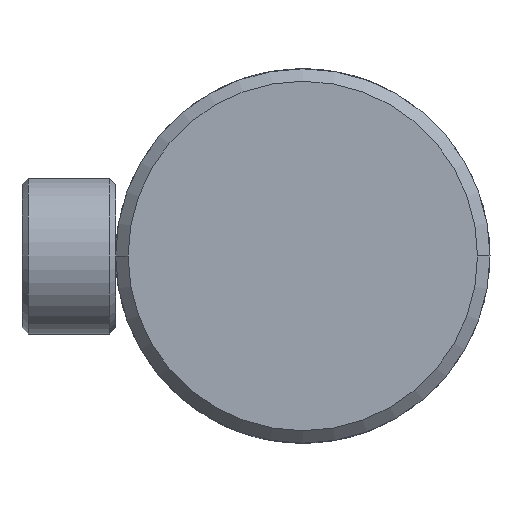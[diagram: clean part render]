
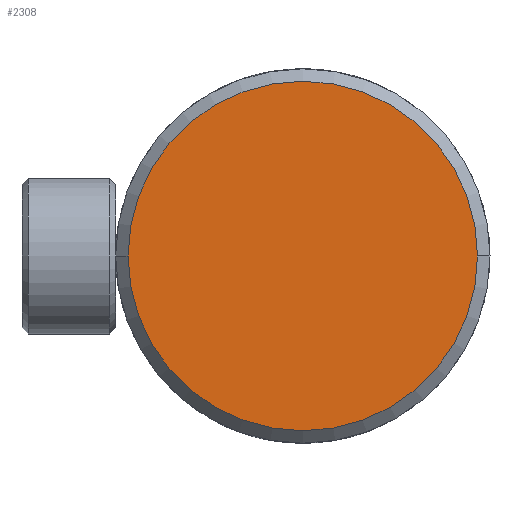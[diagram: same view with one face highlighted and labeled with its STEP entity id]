
A CAD part, left-side view. The second image highlights one B-rep face of the part: STEP entity #2308.
In plain terms, the highlighted planar face has unit normal (-1, 0, 0).
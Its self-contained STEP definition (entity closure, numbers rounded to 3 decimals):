
#82 = FACE_OUTER_BOUND ( 'NONE', #2535, .T. ) ;
#100 = EDGE_CURVE ( 'NONE', #1958, #3576, #3255, .T. ) ;
#371 = AXIS2_PLACEMENT_3D ( 'NONE', #2358, #1152, #456 ) ;
#456 = DIRECTION ( 'NONE',  ( 0., -1., 0. ) ) ;
#593 = CARTESIAN_POINT ( 'NONE',  ( -47., 28., 0. ) ) ;
#1042 = EDGE_CURVE ( 'NONE', #3576, #1958, #1220, .T. ) ;
#1152 = DIRECTION ( 'NONE',  ( -1., 0., 0. ) ) ;
#1220 = CIRCLE ( 'NONE', #1812, 28. ) ;
#1400 = PLANE ( 'NONE',  #2569 ) ;
#1519 = DIRECTION ( 'NONE',  ( -1., 0., 0. ) ) ;
#1593 = ORIENTED_EDGE ( 'NONE', *, *, #1042, .T. ) ;
#1730 = DIRECTION ( 'NONE',  ( -1., 0., 0. ) ) ;
#1812 = AXIS2_PLACEMENT_3D ( 'NONE', #3543, #1519, #3874 ) ;
#1958 = VERTEX_POINT ( 'NONE', #2108 ) ;
#2108 = CARTESIAN_POINT ( 'NONE',  ( -47., -28., 0. ) ) ;
#2308 = ADVANCED_FACE ( 'NONE', ( #82 ), #1400, .T. ) ;
#2358 = CARTESIAN_POINT ( 'NONE',  ( -47., 0., 0. ) ) ;
#2535 = EDGE_LOOP ( 'NONE', ( #1593, #4261 ) ) ;
#2569 = AXIS2_PLACEMENT_3D ( 'NONE', #3764, #1730, #4099 ) ;
#3255 = CIRCLE ( 'NONE', #371, 28. ) ;
#3543 = CARTESIAN_POINT ( 'NONE',  ( -47., 0., 0. ) ) ;
#3576 = VERTEX_POINT ( 'NONE', #593 ) ;
#3764 = CARTESIAN_POINT ( 'NONE',  ( -47., 0., 0. ) ) ;
#3874 = DIRECTION ( 'NONE',  ( 0., -1., 0. ) ) ;
#4099 = DIRECTION ( 'NONE',  ( 0., -1., 0. ) ) ;
#4261 = ORIENTED_EDGE ( 'NONE', *, *, #100, .T. ) ;
